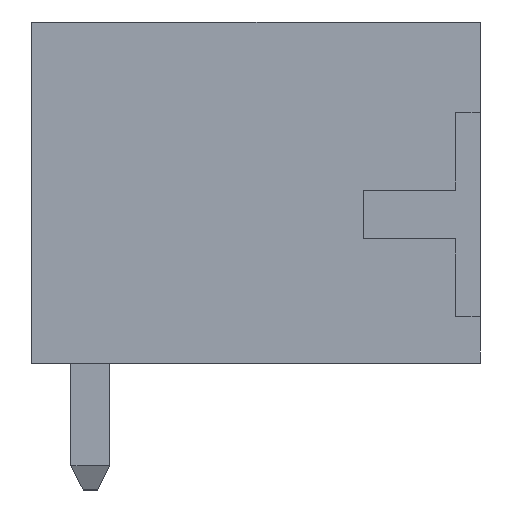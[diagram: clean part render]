
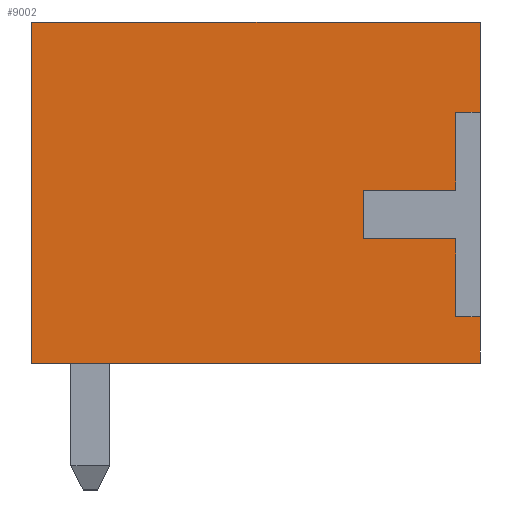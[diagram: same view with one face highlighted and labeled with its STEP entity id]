
A CAD part, left-side view. The second image highlights one B-rep face of the part: STEP entity #9002.
In plain terms, the highlighted planar face has unit normal (-1, 0, 0).
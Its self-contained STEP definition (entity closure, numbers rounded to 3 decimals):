
#244=ORIENTED_EDGE('',*,*,#2895,.F.);
#245=ORIENTED_EDGE('',*,*,#2896,.F.);
#246=ORIENTED_EDGE('',*,*,#2897,.F.);
#247=ORIENTED_EDGE('',*,*,#2898,.F.);
#248=ORIENTED_EDGE('',*,*,#2899,.F.);
#249=ORIENTED_EDGE('',*,*,#2900,.F.);
#250=ORIENTED_EDGE('',*,*,#2901,.F.);
#251=ORIENTED_EDGE('',*,*,#2902,.T.);
#252=ORIENTED_EDGE('',*,*,#2903,.F.);
#253=ORIENTED_EDGE('',*,*,#2904,.F.);
#254=ORIENTED_EDGE('',*,*,#2905,.T.);
#255=ORIENTED_EDGE('',*,*,#2906,.T.);
#2895=EDGE_CURVE('',#4220,#4221,#5107,.T.);
#2896=EDGE_CURVE('',#4222,#4220,#5108,.T.);
#2897=EDGE_CURVE('',#4223,#4222,#5109,.T.);
#2898=EDGE_CURVE('',#4224,#4223,#5110,.T.);
#2899=EDGE_CURVE('',#4225,#4224,#5111,.T.);
#2900=EDGE_CURVE('',#4226,#4225,#5112,.T.);
#2901=EDGE_CURVE('',#4227,#4226,#5113,.T.);
#2902=EDGE_CURVE('',#4227,#4228,#5114,.T.);
#2903=EDGE_CURVE('',#4229,#4228,#5115,.T.);
#2904=EDGE_CURVE('',#4230,#4229,#5116,.T.);
#2905=EDGE_CURVE('',#4230,#4231,#5117,.T.);
#2906=EDGE_CURVE('',#4231,#4221,#5118,.T.);
#4220=VERTEX_POINT('',#12504);
#4221=VERTEX_POINT('',#12505);
#4222=VERTEX_POINT('',#12507);
#4223=VERTEX_POINT('',#12509);
#4224=VERTEX_POINT('',#12511);
#4225=VERTEX_POINT('',#12513);
#4226=VERTEX_POINT('',#12515);
#4227=VERTEX_POINT('',#12517);
#4228=VERTEX_POINT('',#12519);
#4229=VERTEX_POINT('',#12521);
#4230=VERTEX_POINT('',#12523);
#4231=VERTEX_POINT('',#12525);
#5107=LINE('',#12503,#6331);
#5108=LINE('',#12506,#6332);
#5109=LINE('',#12508,#6333);
#5110=LINE('',#12510,#6334);
#5111=LINE('',#12512,#6335);
#5112=LINE('',#12514,#6336);
#5113=LINE('',#12516,#6337);
#5114=LINE('',#12518,#6338);
#5115=LINE('',#12520,#6339);
#5116=LINE('',#12522,#6340);
#5117=LINE('',#12524,#6341);
#5118=LINE('',#12526,#6342);
#6331=VECTOR('',#10109,1000.);
#6332=VECTOR('',#10110,1000.);
#6333=VECTOR('',#10111,1000.);
#6334=VECTOR('',#10112,1000.);
#6335=VECTOR('',#10113,1000.);
#6336=VECTOR('',#10114,1000.);
#6337=VECTOR('',#10115,1000.);
#6338=VECTOR('',#10116,1000.);
#6339=VECTOR('',#10117,1000.);
#6340=VECTOR('',#10118,1000.);
#6341=VECTOR('',#10119,1000.);
#6342=VECTOR('',#10120,1000.);
#7540=EDGE_LOOP('',(#244,#245,#246,#247,#248,#249,#250,#251,#252,#253,#254,
#255));
#8060=FACE_BOUND('',#7540,.T.);
#8580=PLANE('',#9493);
#9002=ADVANCED_FACE('',(#8060),#8580,.F.);
#9493=AXIS2_PLACEMENT_3D('',#12502,#10107,#10108);
#10107=DIRECTION('',(1.,0.,0.));
#10108=DIRECTION('',(0.,0.,-1.));
#10109=DIRECTION('',(0.,-1.,0.));
#10110=DIRECTION('',(0.,0.,-1.));
#10111=DIRECTION('',(0.,-1.,0.));
#10112=DIRECTION('',(0.,0.,-1.));
#10113=DIRECTION('',(0.,1.,0.));
#10114=DIRECTION('',(0.,0.,-1.));
#10115=DIRECTION('',(0.,1.,0.));
#10116=DIRECTION('',(0.,0.,1.));
#10117=DIRECTION('',(0.,-1.,0.));
#10118=DIRECTION('',(0.,0.,1.));
#10119=DIRECTION('',(0.,-1.,0.));
#10120=DIRECTION('',(0.,0.,1.));
#12502=CARTESIAN_POINT('',(-15.635,9.2,-3.5));
#12503=CARTESIAN_POINT('',(-15.635,0.5,-2.55));
#12504=CARTESIAN_POINT('',(-15.635,0.5,-2.55));
#12505=CARTESIAN_POINT('',(-15.635,0.,-2.55));
#12506=CARTESIAN_POINT('',(-15.635,0.5,-0.95));
#12507=CARTESIAN_POINT('',(-15.635,0.5,-0.95));
#12508=CARTESIAN_POINT('',(-15.635,2.4,-0.95));
#12509=CARTESIAN_POINT('',(-15.635,2.4,-0.95));
#12510=CARTESIAN_POINT('',(-15.635,2.4,0.05));
#12511=CARTESIAN_POINT('',(-15.635,2.4,0.05));
#12512=CARTESIAN_POINT('',(-15.635,0.5,0.05));
#12513=CARTESIAN_POINT('',(-15.635,0.5,0.05));
#12514=CARTESIAN_POINT('',(-15.635,0.5,1.65));
#12515=CARTESIAN_POINT('',(-15.635,0.5,1.65));
#12516=CARTESIAN_POINT('',(-15.635,0.,1.65));
#12517=CARTESIAN_POINT('',(-15.635,0.,1.65));
#12518=CARTESIAN_POINT('',(-15.635,0.,-3.5));
#12519=CARTESIAN_POINT('',(-15.635,0.,3.5));
#12520=CARTESIAN_POINT('',(-15.635,9.2,3.5));
#12521=CARTESIAN_POINT('',(-15.635,9.2,3.5));
#12522=CARTESIAN_POINT('',(-15.635,9.2,-3.5));
#12523=CARTESIAN_POINT('',(-15.635,9.2,-3.5));
#12524=CARTESIAN_POINT('',(-15.635,9.2,-3.5));
#12525=CARTESIAN_POINT('',(-15.635,0.,-3.5));
#12526=CARTESIAN_POINT('',(-15.635,0.,-3.5));
